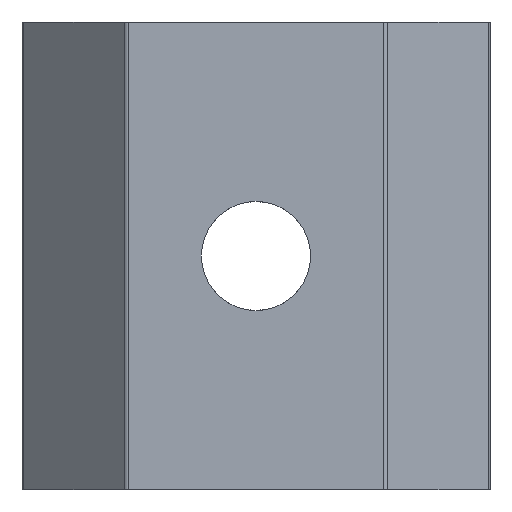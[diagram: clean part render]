
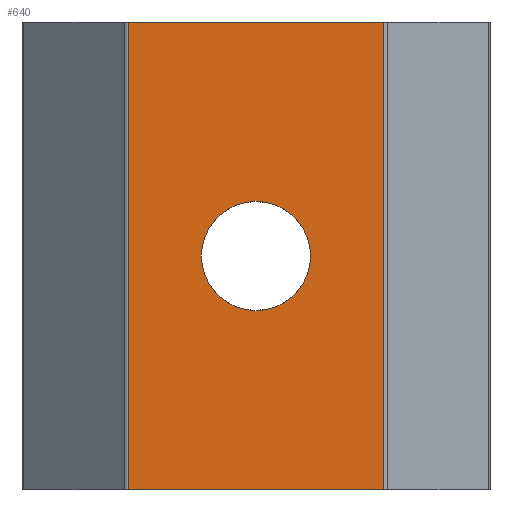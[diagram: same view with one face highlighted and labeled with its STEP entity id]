
A CAD part, front view. The second image highlights one B-rep face of the part: STEP entity #640.
In plain terms, the highlighted planar face has unit normal (0, -1, 0).
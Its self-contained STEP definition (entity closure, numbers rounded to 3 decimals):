
#5 = EDGE_LOOP ( 'NONE', ( #164, #179, #174, #204 ) ) ;
#24 = EDGE_LOOP ( 'NONE', ( #159, #199 ) ) ;
#44 = CARTESIAN_POINT ( 'NONE',  ( 0., -4.5, -9. ) ) ;
#59 = DIRECTION ( 'NONE',  ( 1., 0., 0. ) ) ;
#63 = DIRECTION ( 'NONE',  ( 0., 0., -1. ) ) ;
#80 = CARTESIAN_POINT ( 'NONE',  ( 0., -4.5, 9. ) ) ;
#94 = DIRECTION ( 'NONE',  ( 1., 0., 0. ) ) ;
#97 = DIRECTION ( 'NONE',  ( 0., 0., 1. ) ) ;
#105 = CARTESIAN_POINT ( 'NONE',  ( 0., -4.5, 0. ) ) ;
#106 = DIRECTION ( 'NONE',  ( 0., 1., 0. ) ) ;
#107 = DIRECTION ( 'NONE',  ( 0., 0., 1. ) ) ;
#114 = CARTESIAN_POINT ( 'NONE',  ( 4.917, -4.5, 9. ) ) ;
#121 = CARTESIAN_POINT ( 'NONE',  ( -4.917, -4.5, -9. ) ) ;
#124 = VERTEX_POINT ( 'NONE', #406 ) ;
#159 = ORIENTED_EDGE ( 'NONE', *, *, #802, .T. ) ;
#164 = ORIENTED_EDGE ( 'NONE', *, *, #801, .F. ) ;
#174 = ORIENTED_EDGE ( 'NONE', *, *, #799, .T. ) ;
#179 = ORIENTED_EDGE ( 'NONE', *, *, #800, .T. ) ;
#199 = ORIENTED_EDGE ( 'NONE', *, *, #765, .T. ) ;
#204 = ORIENTED_EDGE ( 'NONE', *, *, #808, .T. ) ;
#250 = PLANE ( 'NONE',  #752 ) ;
#266 = CARTESIAN_POINT ( 'NONE',  ( 0., -4.5, 9. ) ) ;
#334 = CARTESIAN_POINT ( 'NONE',  ( 4.917, -4.5, -9. ) ) ;
#336 = CARTESIAN_POINT ( 'NONE',  ( 0., -4.5, -2.1 ) ) ;
#351 = CARTESIAN_POINT ( 'NONE',  ( -4.917, -4.5, -9. ) ) ;
#358 = CARTESIAN_POINT ( 'NONE',  ( -4.917, -4.5, 9. ) ) ;
#375 = DIRECTION ( 'NONE',  ( 0., 0., 1. ) ) ;
#377 = DIRECTION ( 'NONE',  ( 0., 1., 0. ) ) ;
#380 = CARTESIAN_POINT ( 'NONE',  ( 4.917, -4.5, 9. ) ) ;
#382 = DIRECTION ( 'NONE',  ( 0., 0., 1. ) ) ;
#385 = DIRECTION ( 'NONE',  ( 0., 1., 0. ) ) ;
#387 = CARTESIAN_POINT ( 'NONE',  ( 0., -4.5, 0. ) ) ;
#406 = CARTESIAN_POINT ( 'NONE',  ( 0., -4.5, 2.1 ) ) ;
#466 = FACE_OUTER_BOUND ( 'NONE', #5, .T. ) ;
#469 = FACE_BOUND ( 'NONE', #24, .T. ) ;
#508 = VERTEX_POINT ( 'NONE', #358 ) ;
#509 = VERTEX_POINT ( 'NONE', #351 ) ;
#513 = VERTEX_POINT ( 'NONE', #336 ) ;
#514 = VERTEX_POINT ( 'NONE', #334 ) ;
#527 = VERTEX_POINT ( 'NONE', #380 ) ;
#585 = CIRCLE ( 'NONE', #749, 2.1 ) ;
#640 = ADVANCED_FACE ( 'NONE', ( #469, #466 ), #250, .F. ) ;
#663 = VECTOR ( 'NONE', #97, 1000. ) ;
#666 = LINE ( 'NONE', #114, #663 ) ;
#674 = VECTOR ( 'NONE', #94, 1000. ) ;
#675 = CIRCLE ( 'NONE', #744, 2.1 ) ;
#676 = VECTOR ( 'NONE', #63, 1000. ) ;
#677 = LINE ( 'NONE', #80, #674 ) ;
#678 = VECTOR ( 'NONE', #59, 1000. ) ;
#682 = LINE ( 'NONE', #44, #678 ) ;
#684 = LINE ( 'NONE', #121, #676 ) ;
#744 = AXIS2_PLACEMENT_3D ( 'NONE', #105, #106, #107 ) ;
#749 = AXIS2_PLACEMENT_3D ( 'NONE', #387, #385, #382 ) ;
#752 = AXIS2_PLACEMENT_3D ( 'NONE', #266, #377, #375 ) ;
#765 = EDGE_CURVE ( 'NONE', #513, #124, #585, .T. ) ;
#799 = EDGE_CURVE ( 'NONE', #509, #514, #682, .T. ) ;
#800 = EDGE_CURVE ( 'NONE', #508, #509, #684, .T. ) ;
#801 = EDGE_CURVE ( 'NONE', #508, #527, #677, .T. ) ;
#802 = EDGE_CURVE ( 'NONE', #124, #513, #675, .T. ) ;
#808 = EDGE_CURVE ( 'NONE', #514, #527, #666, .T. ) ;
